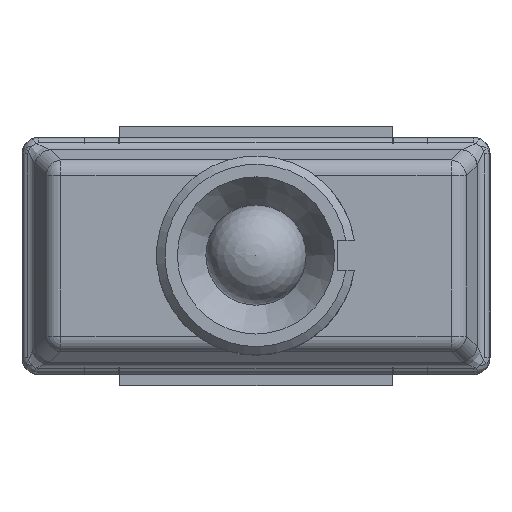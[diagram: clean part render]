
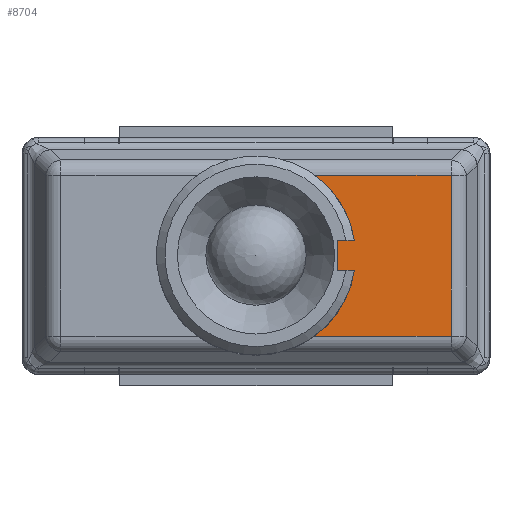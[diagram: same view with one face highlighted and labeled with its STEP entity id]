
A CAD part, top view. The second image highlights one B-rep face of the part: STEP entity #8704.
In plain terms, the highlighted planar face has unit normal (0, 0, 1).
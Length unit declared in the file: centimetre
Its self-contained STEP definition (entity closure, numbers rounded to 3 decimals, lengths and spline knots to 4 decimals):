
#443=PLANE('',#9585);
#802=FACE_OUTER_BOUND('',#1356,.T.);
#1356=EDGE_LOOP('',(#7303,#7304,#7305,#7306,#7307,#7308,#7309,#7310));
#1899=CIRCLE('',#9586,0.5953);
#1900=CIRCLE('',#9587,0.5953);
#2652=LINE('',#15114,#3350);
#2653=LINE('',#15116,#3351);
#2654=LINE('',#15118,#3352);
#2655=LINE('',#15122,#3353);
#2656=LINE('',#15124,#3354);
#2657=LINE('',#15125,#3355);
#3350=VECTOR('',#11834,1.);
#3351=VECTOR('',#11835,1.);
#3352=VECTOR('',#11836,1.);
#3353=VECTOR('',#11839,1.);
#3354=VECTOR('',#11840,1.);
#3355=VECTOR('',#11841,1.);
#4117=VERTEX_POINT('',#15110);
#4118=VERTEX_POINT('',#15111);
#4119=VERTEX_POINT('',#15113);
#4120=VERTEX_POINT('',#15115);
#4121=VERTEX_POINT('',#15117);
#4122=VERTEX_POINT('',#15119);
#4123=VERTEX_POINT('',#15121);
#4124=VERTEX_POINT('',#15123);
#5214=EDGE_CURVE('',#4117,#4118,#1899,.T.);
#5215=EDGE_CURVE('',#4119,#4118,#2652,.T.);
#5216=EDGE_CURVE('',#4120,#4119,#2653,.T.);
#5217=EDGE_CURVE('',#4121,#4120,#2654,.T.);
#5218=EDGE_CURVE('',#4121,#4122,#1900,.T.);
#5219=EDGE_CURVE('',#4122,#4123,#2655,.T.);
#5220=EDGE_CURVE('',#4123,#4124,#2656,.T.);
#5221=EDGE_CURVE('',#4124,#4117,#2657,.T.);
#7303=ORIENTED_EDGE('',*,*,#5214,.T.);
#7304=ORIENTED_EDGE('',*,*,#5215,.F.);
#7305=ORIENTED_EDGE('',*,*,#5216,.F.);
#7306=ORIENTED_EDGE('',*,*,#5217,.F.);
#7307=ORIENTED_EDGE('',*,*,#5218,.T.);
#7308=ORIENTED_EDGE('',*,*,#5219,.T.);
#7309=ORIENTED_EDGE('',*,*,#5220,.T.);
#7310=ORIENTED_EDGE('',*,*,#5221,.T.);
#8704=ADVANCED_FACE('',(#802),#443,.T.);
#9585=AXIS2_PLACEMENT_3D('',#15109,#11830,#11831);
#9586=AXIS2_PLACEMENT_3D('',#15112,#11832,#11833);
#9587=AXIS2_PLACEMENT_3D('',#15120,#11837,#11838);
#11830=DIRECTION('center_axis',(0.,0.,
1.));
#11831=DIRECTION('ref_axis',(1.,0.,0.));
#11832=DIRECTION('center_axis',(0.,0.,
-1.));
#11833=DIRECTION('ref_axis',(-1.,0.,0.));
#11834=DIRECTION('',(-1.,0.,0.));
#11835=DIRECTION('',(0.,-1.,0.));
#11836=DIRECTION('',(1.,0.,0.));
#11837=DIRECTION('center_axis',(0.,0.,
-1.));
#11838=DIRECTION('ref_axis',(-1.,0.,0.));
#11839=DIRECTION('',(-1.,0.,0.));
#11840=DIRECTION('',(0.,-1.,0.));
#11841=DIRECTION('',(1.,0.,0.));
#15109=CARTESIAN_POINT('Origin',(0.,0.,
2.28));
#15110=CARTESIAN_POINT('',(0.5885,-0.09,2.28));
#15111=CARTESIAN_POINT('',(0.35,-0.4815,2.28));
#15112=CARTESIAN_POINT('Origin',(0.,0.,
2.28));
#15113=CARTESIAN_POINT('',(1.1677,-0.4815,2.28));
#15114=CARTESIAN_POINT('',(-0.335,-0.4815,2.28));
#15115=CARTESIAN_POINT('',(1.1677,0.4815,2.28));
#15116=CARTESIAN_POINT('',(1.1677,-0.1625,2.28));
#15117=CARTESIAN_POINT('',(0.35,0.4815,2.28));
#15118=CARTESIAN_POINT('',(0.335,0.4815,2.28));
#15119=CARTESIAN_POINT('',(0.5885,0.09,2.28));
#15120=CARTESIAN_POINT('Origin',(0.,0.,
2.28));
#15121=CARTESIAN_POINT('',(0.4847,0.09,2.28));
#15122=CARTESIAN_POINT('',(0.2942,0.09,2.28));
#15123=CARTESIAN_POINT('',(0.4847,-0.09,2.28));
#15124=CARTESIAN_POINT('',(0.4847,0.045,2.28));
#15125=CARTESIAN_POINT('',(0.2423,-0.09,2.28));
